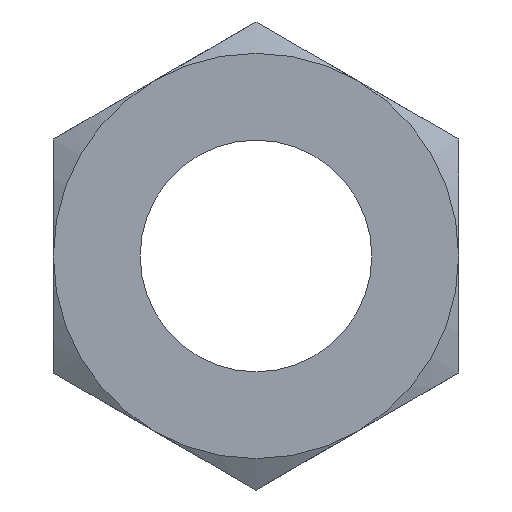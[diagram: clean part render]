
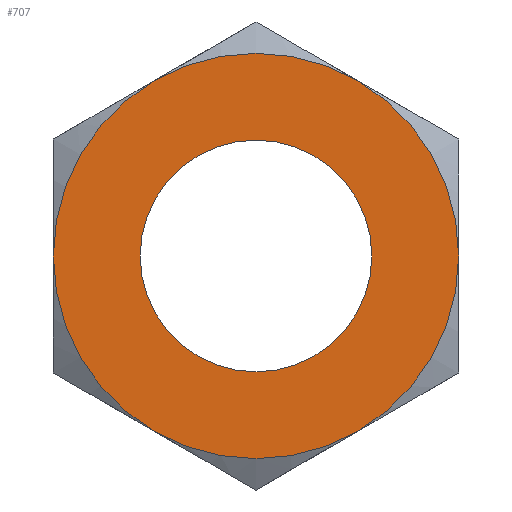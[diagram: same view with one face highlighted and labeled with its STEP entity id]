
A CAD part, left-side view. The second image highlights one B-rep face of the part: STEP entity #707.
In plain terms, the highlighted planar face has unit normal (-1, 0, 0).
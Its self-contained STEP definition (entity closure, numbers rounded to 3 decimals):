
#461=CARTESIAN_POINT('POINT32',(0.,0.,
   -6.35));
#462=VERTEX_POINT('VERTEX32',#461);
#469=CARTESIAN_POINT('POINT33',(0.,
   0.,6.35));
#470=VERTEX_POINT('VERTEX33',#469);
#471=CARTESIAN_POINT('POS33',(0.,0.,0.));
#472=DIRECTION('DIR50',(1.,0.,0.));
#473=DIRECTION('DIR51',(0.,0.,-1.));
#474=AXIS2_PLACEMENT_3D('AXIS18',#471,#472,#473);
#475=CIRCLE('ELLIPSE9',#474,6.35);
#476=EDGE_CURVE('EDGE52',#470,#462,#475,.T.);
#496=EDGE_CURVE('EDGE54',#462,#470,#475,.T.);
#683=ORIENTED_EDGE('COEDGE129',*,*,#496,.T.);
#684=ORIENTED_EDGE('COEDGE130',*,*,#476,.T.);
#685=EDGE_LOOP('NONE',(#683,#684));
#686=FACE_BOUND('LOOP1',#685,.T.);
#687=CARTESIAN_POINT('POINT43',(0.,0.,
   -11.113));
#688=VERTEX_POINT('VERTEX43',#687);
#689=CARTESIAN_POINT('POINT44',(0.,
   0.,11.113));
#690=VERTEX_POINT('VERTEX44',#689);
#691=CARTESIAN_POINT('POS47',(0.,0.,0.));
#692=DIRECTION('DIR73',(-1.,0.,0.));
#693=DIRECTION('DIR74',(0.,0.,-1.));
#694=AXIS2_PLACEMENT_3D('AXIS27',#691,#692,#693);
#695=CIRCLE('ELLIPSE11',#694,11.113);
#696=EDGE_CURVE('EDGE71',#688,#690,#695,.T.);
#697=ORIENTED_EDGE('COEDGE131',*,*,#696,.T.);
#698=EDGE_CURVE('EDGE72',#690,#688,#695,.T.);
#699=ORIENTED_EDGE('COEDGE132',*,*,#698,.T.);
#700=EDGE_LOOP('NONE',(#697,#699));
#701=FACE_BOUND('LOOP1',#700,.T.);
#702=CARTESIAN_POINT('POS48',(0.,0.,
   -5.556));
#703=DIRECTION('DIR75',(-1.,0.,0.));
#704=DIRECTION('DIR76',(0.,1.,0.));
#705=AXIS2_PLACEMENT_3D('AXIS28',#702,#703,#704);
#706=PLANE('PLANE9',#705);
#707=ADVANCED_FACE('FACE31',(#686,#701),#706,.T.);
